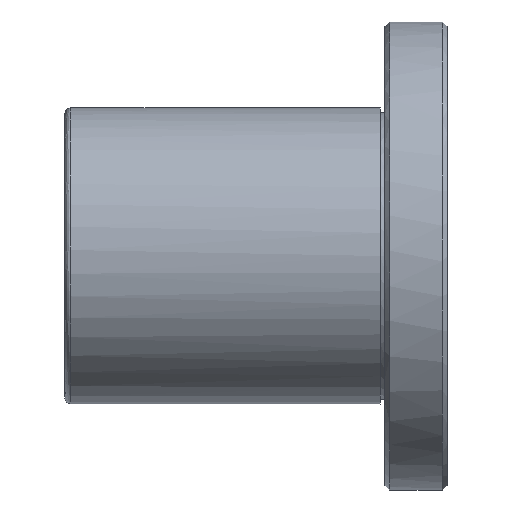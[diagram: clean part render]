
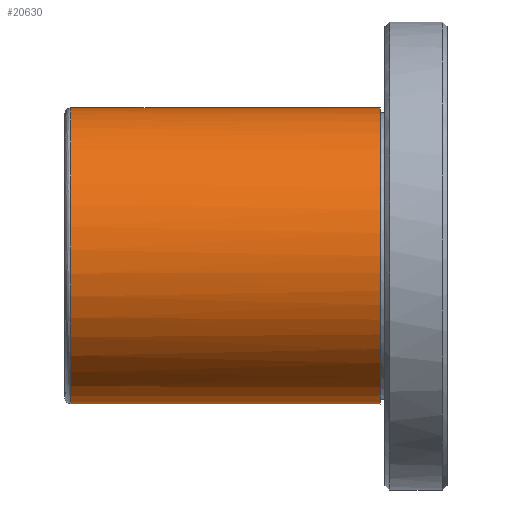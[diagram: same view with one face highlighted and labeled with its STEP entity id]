
A CAD part, front view. The second image highlights one B-rep face of the part: STEP entity #20630.
In plain terms, the highlighted free-form (B-spline) face has degree [3, 1] with [7, 2] control points.
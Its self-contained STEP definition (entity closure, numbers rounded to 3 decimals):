
#19570 = CARTESIAN_POINT ('', (-78.75, 0., 31.));
#19580 = VERTEX_POINT ('', #19570);
#19660 = CARTESIAN_POINT ('', (-78.75, 31., 0.));
#19670 = VERTEX_POINT ('', #19660);
#19680 = CARTESIAN_POINT ('', (-78.75, 0., 31.));
#19690 = CARTESIAN_POINT ('', (-78.75, 15.5, 31.));
#19700 = CARTESIAN_POINT ('', (-78.75, 31., 20.667));
#19710 = CARTESIAN_POINT ('', (-78.75, 31., 0.));
#19720 = (
   BOUNDED_CURVE ()
   B_SPLINE_CURVE (3, (#19680, #19690, #19700, #19710), .UNSPECIFIED., .F., .U.)
   B_SPLINE_CURVE_WITH_KNOTS ((4, 4), (0., 1.), .UNSPECIFIED.)
   CURVE ()
   GEOMETRIC_REPRESENTATION_ITEM ()
   RATIONAL_B_SPLINE_CURVE ((0.957, 0.638, 0.478, 0.478))
   REPRESENTATION_ITEM ('')
);
#19730 = EDGE_CURVE ('', #19580, #19670, #19720, .T.);
#19750 = CARTESIAN_POINT ('', (-78.75, 31., 0.));
#19760 = CARTESIAN_POINT ('', (-78.75, 31., -20.667));
#19770 = CARTESIAN_POINT ('', (-78.75, 15.5, -31.));
#19780 = CARTESIAN_POINT ('', (-78.75, 0., -31.));
#19790 = CARTESIAN_POINT ('', (-78.75, -62., -31.));
#19800 = CARTESIAN_POINT ('', (-78.75, -62., 31.));
#19810 = CARTESIAN_POINT ('', (-78.75, 0., 31.));
#19820 = (
   BOUNDED_CURVE ()
   B_SPLINE_CURVE (3, (#19750, #19760, #19770, #19780, #19790, #19800, #19810), .UNSPECIFIED., .F., .U.)
   B_SPLINE_CURVE_WITH_KNOTS ((4, 3, 4), (0., 0.333, 1.), .UNSPECIFIED.)
   CURVE ()
   GEOMETRIC_REPRESENTATION_ITEM ()
   RATIONAL_B_SPLINE_CURVE ((0.478, 0.478, 0.638, 0.957, 0.319, 0.319, 0.957))
   REPRESENTATION_ITEM ('')
);
#19830 = EDGE_CURVE ('', #19670, #19580, #19820, .T.);
#20200 = CARTESIAN_POINT ('', (-14., -31., 0.));
#20210 = VERTEX_POINT ('', #20200);
#20220 = CARTESIAN_POINT ('', (-14., 31., 0.));
#20230 = VERTEX_POINT ('', #20220);
#20240 = CARTESIAN_POINT ('', (-14., -31., 0.));
#20250 = CARTESIAN_POINT ('', (-14., -31., 62.));
#20260 = CARTESIAN_POINT ('', (-14., 31., 62.));
#20270 = CARTESIAN_POINT ('', (-14., 31., 0.));
#20280 = (
   BOUNDED_CURVE ()
   B_SPLINE_CURVE (3, (#20240, #20250, #20260, #20270), .UNSPECIFIED., .F., .U.)
   B_SPLINE_CURVE_WITH_KNOTS ((4, 4), (0., 1.), .UNSPECIFIED.)
   CURVE ()
   GEOMETRIC_REPRESENTATION_ITEM ()
   RATIONAL_B_SPLINE_CURVE ((1., 0.333, 0.333, 1.))
   REPRESENTATION_ITEM ('')
);
#20290 = EDGE_CURVE ('', #20210, #20230, #20280, .T.);
#20300 = ORIENTED_EDGE ('', *, *, #20290, .T.);
#20310 = CARTESIAN_POINT ('', (-14., 31., 0.));
#20320 = CARTESIAN_POINT ('', (-78.75, 31., 0.));
#20330 = B_SPLINE_CURVE_WITH_KNOTS ('', 1, (#20310, #20320), .UNSPECIFIED., .F., .U., (2, 2), (0., 1.), .UNSPECIFIED.);
#20340 = EDGE_CURVE ('', #20230, #19670, #20330, .T.);
#20350 = ORIENTED_EDGE ('', *, *, #20340, .T.);
#20360 = ORIENTED_EDGE ('', *, *, #19730, .F.);
#20370 = ORIENTED_EDGE ('', *, *, #19830, .F.);
#20380 = ORIENTED_EDGE ('', *, *, #20340, .F.);
#20390 = CARTESIAN_POINT ('', (-14., 31., 0.));
#20400 = CARTESIAN_POINT ('', (-14., 31., -62.));
#20410 = CARTESIAN_POINT ('', (-14., -31., -62.));
#20420 = CARTESIAN_POINT ('', (-14., -31., 0.));
#20430 = (
   BOUNDED_CURVE ()
   B_SPLINE_CURVE (3, (#20390, #20400, #20410, #20420), .UNSPECIFIED., .F., .U.)
   B_SPLINE_CURVE_WITH_KNOTS ((4, 4), (0., 1.), .UNSPECIFIED.)
   CURVE ()
   GEOMETRIC_REPRESENTATION_ITEM ()
   RATIONAL_B_SPLINE_CURVE ((1., 0.333, 0.333, 1.))
   REPRESENTATION_ITEM ('')
);
#20440 = EDGE_CURVE ('', #20230, #20210, #20430, .T.);
#20450 = ORIENTED_EDGE ('', *, *, #20440, .T.);
#20460 = EDGE_LOOP ('', (#20300, #20350, #20360, #20370, #20380, #20450));
#20470 = FACE_OUTER_BOUND ('', #20460, .T.);
#20480 = CARTESIAN_POINT ('', (-85.225, 31., 0.));
#20490 = CARTESIAN_POINT ('', (-7.525, 31., 0.));
#20500 = CARTESIAN_POINT ('', (-85.225, 31., 62.));
#20510 = CARTESIAN_POINT ('', (-7.525, 31., 62.));
#20520 = CARTESIAN_POINT ('', (-85.225, -31., 62.));
#20530 = CARTESIAN_POINT ('', (-7.525, -31., 62.));
#20540 = CARTESIAN_POINT ('', (-85.225, -31., 0.));
#20550 = CARTESIAN_POINT ('', (-7.525, -31., 0.));
#20560 = CARTESIAN_POINT ('', (-85.225, -31., -62.));
#20570 = CARTESIAN_POINT ('', (-7.525, -31., -62.));
#20580 = CARTESIAN_POINT ('', (-85.225, 31., -62.));
#20590 = CARTESIAN_POINT ('', (-7.525, 31., -62.));
#20600 = CARTESIAN_POINT ('', (-85.225, 31., 0.));
#20610 = CARTESIAN_POINT ('', (-7.525, 31., 0.));
#20620 = (
   BOUNDED_SURFACE ()
   B_SPLINE_SURFACE (3, 1, ((#20480, #20490), (#20500, #20510), (#20520, #20530), (#20540, #20550), (#20560, #20570), (#20580, #20590), (#20600, #20610)), .UNSPECIFIED., .T., .F., .U.)
   B_SPLINE_SURFACE_WITH_KNOTS ((4, 3, 4), (2, 2), (0., 0.5, 1.), (0., 1.), .UNSPECIFIED.)
   SURFACE ()
   GEOMETRIC_REPRESENTATION_ITEM ()
   RATIONAL_B_SPLINE_SURFACE (((1., 1.), (0.333, 0.333), (0.333, 0.333), (1., 1.), (0.333, 0.333), (0.333, 0.333), (1., 1.)))
   REPRESENTATION_ITEM ('')
);
#20630 = ADVANCED_FACE ('', (#20470), #20620, .T.);
